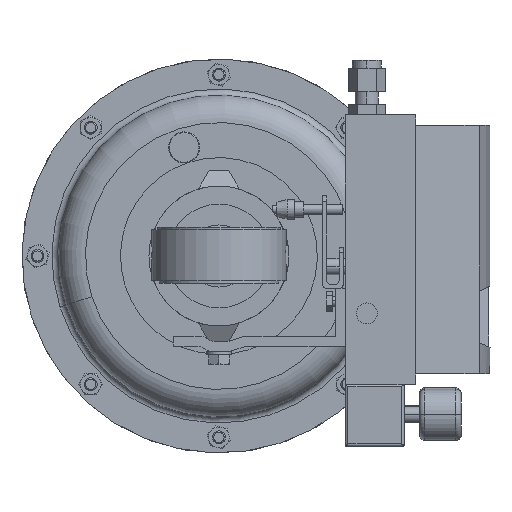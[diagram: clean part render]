
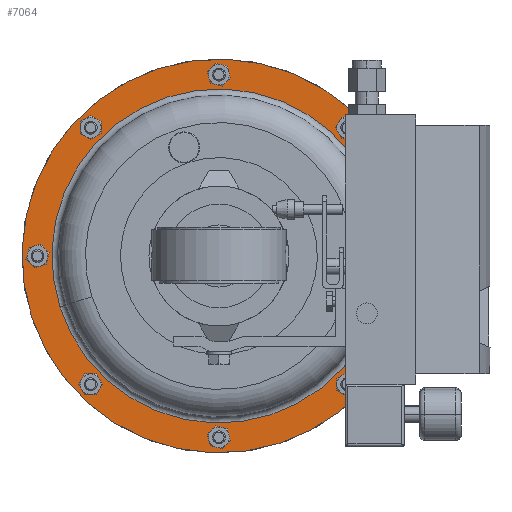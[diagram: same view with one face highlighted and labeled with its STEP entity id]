
A CAD part, front view. The second image highlights one B-rep face of the part: STEP entity #7064.
In plain terms, the highlighted planar face has unit normal (0, -1, 0).
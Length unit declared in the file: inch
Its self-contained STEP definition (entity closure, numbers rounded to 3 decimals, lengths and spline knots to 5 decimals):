
#76 = DIRECTION ( 'NONE',  ( 0., 1., 0. ) ) ;
#2127 = AXIS2_PLACEMENT_3D ( 'NONE', #19102, #6328, #21241 ) ;
#2168 = AXIS2_PLACEMENT_3D ( 'NONE', #11777, #26669, #13929 ) ;
#2206 = ORIENTED_EDGE ( 'NONE', *, *, #12108, .T. ) ;
#2608 = PLANE ( 'NONE',  #19396 ) ;
#3329 = FACE_OUTER_BOUND ( 'NONE', #5199, .T. ) ;
#4024 = FACE_BOUND ( 'NONE', #12036, .T. ) ;
#4471 = ORIENTED_EDGE ( 'NONE', *, *, #25394, .F. ) ;
#4773 = DIRECTION ( 'NONE',  ( 0.952, 0., 0.305 ) ) ;
#4818 = VERTEX_POINT ( 'NONE', #14451 ) ;
#4996 = CIRCLE ( 'NONE', #2168, 4.75 ) ;
#5199 = EDGE_LOOP ( 'NONE', ( #11581, #4471 ) ) ;
#5616 = VERTEX_POINT ( 'NONE', #25080 ) ;
#6328 = DIRECTION ( 'NONE',  ( 0., 1., 0. ) ) ;
#6427 = AXIS2_PLACEMENT_3D ( 'NONE', #12880, #76, #15028 ) ;
#6792 = VERTEX_POINT ( 'NONE', #7992 ) ;
#7064 = ADVANCED_FACE ( 'NONE', ( #4024, #3329 ), #2608, .T. ) ;
#7982 = DIRECTION ( 'NONE',  ( 0., 1., 0. ) ) ;
#7992 = CARTESIAN_POINT ( 'NONE',  ( 4.52353, 8.8175, 2.1117 ) ) ;
#8182 = CIRCLE ( 'NONE', #6427, 4.75 ) ;
#9864 = CARTESIAN_POINT ( 'NONE',  ( 3.83691, 8.8175, 1.89172 ) ) ;
#11581 = ORIENTED_EDGE ( 'NONE', *, *, #23006, .F. ) ;
#11777 = CARTESIAN_POINT ( 'NONE',  ( 0., 8.8175, 0.6625 ) ) ;
#12036 = EDGE_LOOP ( 'NONE', ( #25967, #2206 ) ) ;
#12108 = EDGE_CURVE ( 'NONE', #14303, #5616, #22385, .T. ) ;
#12880 = CARTESIAN_POINT ( 'NONE',  ( 0., 8.8175, 0.6625 ) ) ;
#13929 = DIRECTION ( 'NONE',  ( -0.952, 0., -0.305 ) ) ;
#14303 = VERTEX_POINT ( 'NONE', #9864 ) ;
#14451 = CARTESIAN_POINT ( 'NONE',  ( -4.52353, 8.8175, -0.7867 ) ) ;
#15028 = DIRECTION ( 'NONE',  ( -0.952, 0., -0.305 ) ) ;
#17451 = CARTESIAN_POINT ( 'NONE',  ( -1.4492, 8.8175, 5.18603 ) ) ;
#17553 = DIRECTION ( 'NONE',  ( 0., -1., 0. ) ) ;
#19102 = CARTESIAN_POINT ( 'NONE',  ( 0., 8.8175, 0.6625 ) ) ;
#19396 = AXIS2_PLACEMENT_3D ( 'NONE', #17451, #17553, #4773 ) ;
#20727 = CARTESIAN_POINT ( 'NONE',  ( 0., 8.8175, 0.6625 ) ) ;
#21241 = DIRECTION ( 'NONE',  ( -0.952, 0., -0.305 ) ) ;
#22385 = CIRCLE ( 'NONE', #23396, 4.029 ) ;
#22877 = DIRECTION ( 'NONE',  ( -0.952, 0., -0.305 ) ) ;
#22946 = EDGE_CURVE ( 'NONE', #5616, #14303, #25861, .T. ) ;
#23006 = EDGE_CURVE ( 'NONE', #4818, #6792, #8182, .T. ) ;
#23396 = AXIS2_PLACEMENT_3D ( 'NONE', #20727, #7982, #22877 ) ;
#25080 = CARTESIAN_POINT ( 'NONE',  ( -3.83691, 8.8175, -0.56672 ) ) ;
#25394 = EDGE_CURVE ( 'NONE', #6792, #4818, #4996, .T. ) ;
#25861 = CIRCLE ( 'NONE', #2127, 4.029 ) ;
#25967 = ORIENTED_EDGE ( 'NONE', *, *, #22946, .T. ) ;
#26669 = DIRECTION ( 'NONE',  ( 0., 1., 0. ) ) ;
